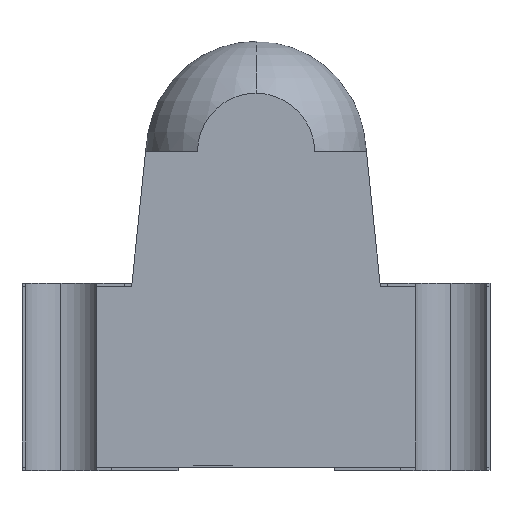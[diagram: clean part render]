
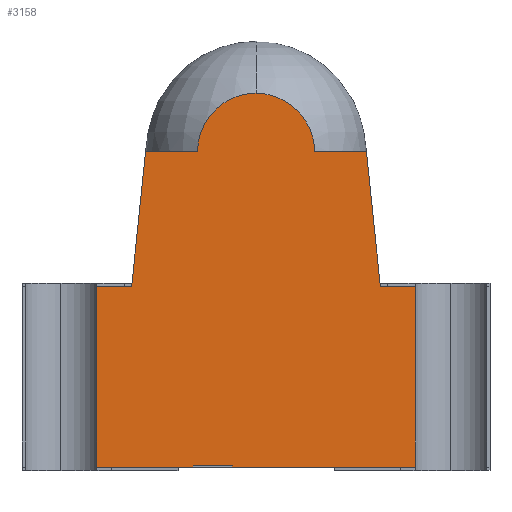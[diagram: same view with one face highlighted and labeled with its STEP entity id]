
A CAD part, top view. The second image highlights one B-rep face of the part: STEP entity #3158.
In plain terms, the highlighted planar face has unit normal (0, 0, 1).
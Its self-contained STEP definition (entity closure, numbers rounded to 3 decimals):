
#16 = EDGE_CURVE ( 'NONE', #3182, #2764, #2553, .T. ) ;
#31 = CARTESIAN_POINT ( 'NONE',  ( 0.795, 0.58, 0.6 ) ) ;
#33 = VECTOR ( 'NONE', #1029, 1000. ) ;
#40 = VERTEX_POINT ( 'NONE', #2613 ) ;
#51 = VECTOR ( 'NONE', #1490, 1000. ) ;
#54 = ORIENTED_EDGE ( 'NONE', *, *, #2887, .T. ) ;
#193 = CARTESIAN_POINT ( 'NONE',  ( 1.02, 0.58, 0.6 ) ) ;
#194 = VERTEX_POINT ( 'NONE', #3176 ) ;
#214 = DIRECTION ( 'NONE',  ( 0., -1., 0. ) ) ;
#232 = ORIENTED_EDGE ( 'NONE', *, *, #2719, .T. ) ;
#268 = CARTESIAN_POINT ( 'NONE',  ( -1.5, -0.58, 0.6 ) ) ;
#274 = CARTESIAN_POINT ( 'NONE',  ( -0.708, 1.441, 0.6 ) ) ;
#281 = CARTESIAN_POINT ( 'NONE',  ( -0.402, -0.57, 0.6 ) ) ;
#282 = LINE ( 'NONE', #1195, #825 ) ;
#317 = EDGE_CURVE ( 'NONE', #3056, #3096, #2186, .T. ) ;
#322 = VECTOR ( 'NONE', #2062, 1000. ) ;
#324 = ORIENTED_EDGE ( 'NONE', *, *, #2799, .T. ) ;
#342 = DIRECTION ( 'NONE',  ( 1., 0., 0. ) ) ;
#378 = EDGE_CURVE ( 'NONE', #2390, #514, #1754, .T. ) ;
#438 = VECTOR ( 'NONE', #3007, 1000. ) ;
#467 = DIRECTION ( 'NONE',  ( -0.103, -0.995, 0. ) ) ;
#486 = CARTESIAN_POINT ( 'NONE',  ( -0.375, 1.54, 0.6 ) ) ;
#488 = VERTEX_POINT ( 'NONE', #1545 ) ;
#492 = EDGE_CURVE ( 'NONE', #194, #2764, #1597, .T. ) ;
#514 = VERTEX_POINT ( 'NONE', #605 ) ;
#550 = CARTESIAN_POINT ( 'NONE',  ( -0.708, 1.441, 0.6 ) ) ;
#560 = ORIENTED_EDGE ( 'NONE', *, *, #817, .F. ) ;
#605 = CARTESIAN_POINT ( 'NONE',  ( -1.02, -0.58, 0.6 ) ) ;
#608 = ORIENTED_EDGE ( 'NONE', *, *, #2817, .F. ) ;
#655 = CARTESIAN_POINT ( 'NONE',  ( -0.795, 0.6, 0.6 ) ) ;
#741 = CARTESIAN_POINT ( 'NONE',  ( 0., 1.817, 0.6 ) ) ;
#743 = DIRECTION ( 'NONE',  ( 0., 0., -1. ) ) ;
#772 = VECTOR ( 'NONE', #2200, 1000. ) ;
#779 = CARTESIAN_POINT ( 'NONE',  ( -0.151, -0.57, 0.6 ) ) ;
#817 = EDGE_CURVE ( 'NONE', #40, #1859, #282, .T. ) ;
#825 = VECTOR ( 'NONE', #1433, 1000. ) ;
#847 = CARTESIAN_POINT ( 'NONE',  ( 0.099, 1.817, 0.6 ) ) ;
#873 = CARTESIAN_POINT ( 'NONE',  ( 0.375, 1.441, 0.6 ) ) ;
#883 = CARTESIAN_POINT ( 'NONE',  ( 0.196, 1.776, 0.6 ) ) ;
#907 = CARTESIAN_POINT ( 'NONE',  ( 0.795, 0.58, 0.6 ) ) ;
#924 = ORIENTED_EDGE ( 'NONE', *, *, #378, .F. ) ;
#967 = CARTESIAN_POINT ( 'NONE',  ( -0.099, 1.817, 0.6 ) ) ;
#980 = B_SPLINE_CURVE_WITH_KNOTS ( 'NONE', 3,
 ( #2589, #847, #883, #1580, #2602, #2579 ),
 .UNSPECIFIED., .F., .F.,
 ( 4, 2, 4 ),
 ( 0., 0., 0.001 ),
 .UNSPECIFIED. ) ;
#988 = PLANE ( 'NONE',  #2389 ) ;
#1000 = B_SPLINE_CURVE_WITH_KNOTS ( 'NONE', 3,
 ( #2684, #486, #2446, #2712, #967, #741 ),
 .UNSPECIFIED., .F., .F.,
 ( 4, 2, 4 ),
 ( 0.002, 0.002, 0.002 ),
 .UNSPECIFIED. ) ;
#1004 = ORIENTED_EDGE ( 'NONE', *, *, #2289, .F. ) ;
#1029 = DIRECTION ( 'NONE',  ( -1., 0., 0. ) ) ;
#1055 = LINE ( 'NONE', #655, #1546 ) ;
#1058 = CARTESIAN_POINT ( 'NONE',  ( 0.795, 0.6, 0.6 ) ) ;
#1071 = LINE ( 'NONE', #779, #438 ) ;
#1082 = VERTEX_POINT ( 'NONE', #2835 ) ;
#1102 = VECTOR ( 'NONE', #3181, 1000. ) ;
#1134 = ORIENTED_EDGE ( 'NONE', *, *, #492, .T. ) ;
#1195 = CARTESIAN_POINT ( 'NONE',  ( -0.795, 0.6, 0.6 ) ) ;
#1234 = ORIENTED_EDGE ( 'NONE', *, *, #1280, .F. ) ;
#1244 = DIRECTION ( 'NONE',  ( -1., 0., 0. ) ) ;
#1267 = LINE ( 'NONE', #268, #3172 ) ;
#1268 = CARTESIAN_POINT ( 'NONE',  ( 0.708, 1.441, 0.6 ) ) ;
#1272 = VERTEX_POINT ( 'NONE', #3123 ) ;
#1280 = EDGE_CURVE ( 'NONE', #2760, #3182, #1450, .T. ) ;
#1308 = CARTESIAN_POINT ( 'NONE',  ( -0.795, 0.6, 0.6 ) ) ;
#1329 = ORIENTED_EDGE ( 'NONE', *, *, #1401, .F. ) ;
#1395 = CARTESIAN_POINT ( 'NONE',  ( -0.708, 1.441, 0.6 ) ) ;
#1401 = EDGE_CURVE ( 'NONE', #194, #1082, #1267, .T. ) ;
#1433 = DIRECTION ( 'NONE',  ( 0., 1., 0. ) ) ;
#1450 = LINE ( 'NONE', #1058, #1102 ) ;
#1490 = DIRECTION ( 'NONE',  ( 0., -1., 0. ) ) ;
#1545 = CARTESIAN_POINT ( 'NONE',  ( -0.151, -0.57, 0.6 ) ) ;
#1546 = VECTOR ( 'NONE', #467, 1000. ) ;
#1580 = CARTESIAN_POINT ( 'NONE',  ( 0.335, 1.637, 0.6 ) ) ;
#1583 = CARTESIAN_POINT ( 'NONE',  ( -0.402, -0.58, 0.6 ) ) ;
#1597 = LINE ( 'NONE', #2073, #322 ) ;
#1632 = CARTESIAN_POINT ( 'NONE',  ( -0.375, 1.441, 0.6 ) ) ;
#1655 = CARTESIAN_POINT ( 'NONE',  ( -1.02, -0.58, 0.6 ) ) ;
#1666 = CARTESIAN_POINT ( 'NONE',  ( 0.795, 0.6, 0.6 ) ) ;
#1693 = ORIENTED_EDGE ( 'NONE', *, *, #2901, .T. ) ;
#1696 = LINE ( 'NONE', #550, #33 ) ;
#1754 = LINE ( 'NONE', #3043, #2610 ) ;
#1780 = DIRECTION ( 'NONE',  ( -1., 0., 0. ) ) ;
#1794 = CARTESIAN_POINT ( 'NONE',  ( 0., 1.817, 0.6 ) ) ;
#1810 = EDGE_CURVE ( 'NONE', #1272, #40, #2296, .T. ) ;
#1859 = VERTEX_POINT ( 'NONE', #1308 ) ;
#1870 = EDGE_CURVE ( 'NONE', #2059, #2461, #980, .T. ) ;
#1884 = VECTOR ( 'NONE', #2971, 1000. ) ;
#1892 = VECTOR ( 'NONE', #2507, 1000. ) ;
#1918 = VECTOR ( 'NONE', #214, 1000. ) ;
#1957 = CARTESIAN_POINT ( 'NONE',  ( -0.402, -0.57, 0.6 ) ) ;
#1987 = CARTESIAN_POINT ( 'NONE',  ( 0., 0., 0.6 ) ) ;
#2006 = EDGE_LOOP ( 'NONE', ( #924, #2038, #608, #1693, #1329, #1134, #2637, #1234, #54, #324, #2206, #1004, #2563, #2217, #560, #2866, #232 ) ) ;
#2038 = ORIENTED_EDGE ( 'NONE', *, *, #2295, .F. ) ;
#2059 = VERTEX_POINT ( 'NONE', #1794 ) ;
#2062 = DIRECTION ( 'NONE',  ( 0., 1., 0. ) ) ;
#2073 = CARTESIAN_POINT ( 'NONE',  ( 1.02, -0.58, 0.6 ) ) ;
#2093 = LINE ( 'NONE', #281, #51 ) ;
#2100 = DIRECTION ( 'NONE',  ( 1., 0., 0. ) ) ;
#2186 = LINE ( 'NONE', #274, #1884 ) ;
#2192 = VECTOR ( 'NONE', #2100, 1000. ) ;
#2200 = DIRECTION ( 'NONE',  ( -1., 0., 0. ) ) ;
#2206 = ORIENTED_EDGE ( 'NONE', *, *, #1870, .F. ) ;
#2217 = ORIENTED_EDGE ( 'NONE', *, *, #2744, .T. ) ;
#2218 = LINE ( 'NONE', #1655, #1918 ) ;
#2235 = VERTEX_POINT ( 'NONE', #2638 ) ;
#2282 = CARTESIAN_POINT ( 'NONE',  ( -1.5, 0.58, 0.6 ) ) ;
#2289 = EDGE_CURVE ( 'NONE', #3056, #2059, #1000, .T. ) ;
#2295 = EDGE_CURVE ( 'NONE', #2235, #2390, #2093, .T. ) ;
#2296 = LINE ( 'NONE', #2282, #2611 ) ;
#2389 = AXIS2_PLACEMENT_3D ( 'NONE', #1987, #743, #2460 ) ;
#2390 = VERTEX_POINT ( 'NONE', #1583 ) ;
#2446 = CARTESIAN_POINT ( 'NONE',  ( -0.335, 1.637, 0.6 ) ) ;
#2460 = DIRECTION ( 'NONE',  ( -1., 0., 0. ) ) ;
#2461 = VERTEX_POINT ( 'NONE', #873 ) ;
#2507 = DIRECTION ( 'NONE',  ( -0.103, 0.995, 0. ) ) ;
#2531 = LINE ( 'NONE', #2999, #1892 ) ;
#2553 = LINE ( 'NONE', #907, #2192 ) ;
#2563 = ORIENTED_EDGE ( 'NONE', *, *, #317, .T. ) ;
#2579 = CARTESIAN_POINT ( 'NONE',  ( 0.375, 1.441, 0.6 ) ) ;
#2589 = CARTESIAN_POINT ( 'NONE',  ( 0., 1.817, 0.6 ) ) ;
#2602 = CARTESIAN_POINT ( 'NONE',  ( 0.375, 1.539, 0.6 ) ) ;
#2610 = VECTOR ( 'NONE', #1780, 1000. ) ;
#2611 = VECTOR ( 'NONE', #342, 1000. ) ;
#2613 = CARTESIAN_POINT ( 'NONE',  ( -0.795, 0.58, 0.6 ) ) ;
#2637 = ORIENTED_EDGE ( 'NONE', *, *, #16, .F. ) ;
#2638 = CARTESIAN_POINT ( 'NONE',  ( -0.402, -0.57, 0.6 ) ) ;
#2684 = CARTESIAN_POINT ( 'NONE',  ( -0.375, 1.441, 0.6 ) ) ;
#2712 = CARTESIAN_POINT ( 'NONE',  ( -0.196, 1.776, 0.6 ) ) ;
#2719 = EDGE_CURVE ( 'NONE', #1272, #514, #2218, .T. ) ;
#2744 = EDGE_CURVE ( 'NONE', #3096, #1859, #1055, .T. ) ;
#2756 = FACE_OUTER_BOUND ( 'NONE', #2006, .T. ) ;
#2760 = VERTEX_POINT ( 'NONE', #1666 ) ;
#2764 = VERTEX_POINT ( 'NONE', #193 ) ;
#2799 = EDGE_CURVE ( 'NONE', #2808, #2461, #1696, .T. ) ;
#2808 = VERTEX_POINT ( 'NONE', #1268 ) ;
#2817 = EDGE_CURVE ( 'NONE', #488, #2235, #2869, .T. ) ;
#2835 = CARTESIAN_POINT ( 'NONE',  ( -0.151, -0.58, 0.6 ) ) ;
#2866 = ORIENTED_EDGE ( 'NONE', *, *, #1810, .F. ) ;
#2869 = LINE ( 'NONE', #1957, #772 ) ;
#2887 = EDGE_CURVE ( 'NONE', #2760, #2808, #2531, .T. ) ;
#2901 = EDGE_CURVE ( 'NONE', #488, #1082, #1071, .T. ) ;
#2971 = DIRECTION ( 'NONE',  ( -1., 0., 0. ) ) ;
#2999 = CARTESIAN_POINT ( 'NONE',  ( 0.795, 0.6, 0.6 ) ) ;
#3007 = DIRECTION ( 'NONE',  ( 0., -1., 0. ) ) ;
#3043 = CARTESIAN_POINT ( 'NONE',  ( -1.5, -0.58, 0.6 ) ) ;
#3056 = VERTEX_POINT ( 'NONE', #1632 ) ;
#3096 = VERTEX_POINT ( 'NONE', #1395 ) ;
#3123 = CARTESIAN_POINT ( 'NONE',  ( -1.02, 0.58, 0.6 ) ) ;
#3158 = ADVANCED_FACE ( 'NONE', ( #2756 ), #988, .F. ) ;
#3172 = VECTOR ( 'NONE', #1244, 1000. ) ;
#3176 = CARTESIAN_POINT ( 'NONE',  ( 1.02, -0.58, 0.6 ) ) ;
#3181 = DIRECTION ( 'NONE',  ( 0., -1., 0. ) ) ;
#3182 = VERTEX_POINT ( 'NONE', #31 ) ;
